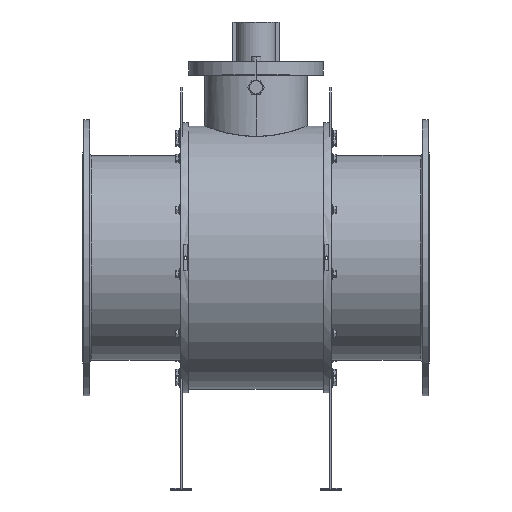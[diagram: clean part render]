
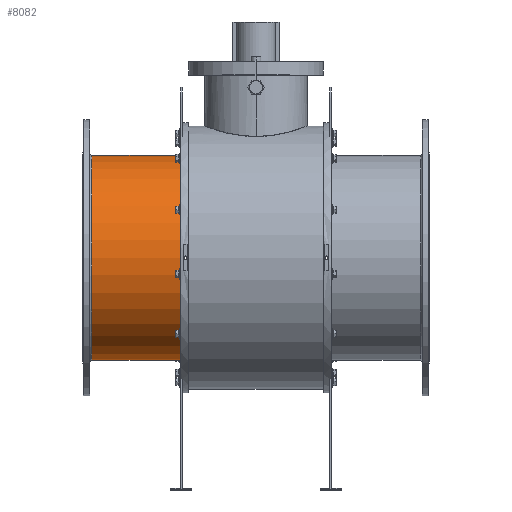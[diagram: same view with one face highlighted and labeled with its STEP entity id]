
A CAD part, top view. The second image highlights one B-rep face of the part: STEP entity #8082.
In plain terms, the highlighted cylindrical face has radius 315.5 mm (diameter 631 mm), a partial arc.
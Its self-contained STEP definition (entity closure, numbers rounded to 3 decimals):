
#120 = DIRECTION ( 'NONE',  ( -1., 0., 0. ) ) ;
#150 = CARTESIAN_POINT ( 'NONE',  ( -533.5, -315.5, 0. ) ) ;
#303 = CARTESIAN_POINT ( 'NONE',  ( -506.5, 315.5, 0. ) ) ;
#1132 = FACE_OUTER_BOUND ( 'NONE', #2433, .T. ) ;
#1176 = DIRECTION ( 'NONE',  ( 1., 0., 0. ) ) ;
#1576 = AXIS2_PLACEMENT_3D ( 'NONE', #12013, #12091, #7683 ) ;
#2175 = CARTESIAN_POINT ( 'NONE',  ( -232.5, -315.5, 0. ) ) ;
#2417 = VERTEX_POINT ( 'NONE', #2175 ) ;
#2433 = EDGE_LOOP ( 'NONE', ( #10232, #8344, #6733, #8835 ) ) ;
#2632 = EDGE_CURVE ( 'NONE', #12955, #5709, #13562, .T. ) ;
#3214 = VERTEX_POINT ( 'NONE', #12814 ) ;
#4280 = LINE ( 'NONE', #150, #7332 ) ;
#4338 = CIRCLE ( 'NONE', #10477, 315.5 ) ;
#4454 = DIRECTION ( 'NONE',  ( 0., 0., 1. ) ) ;
#4586 = EDGE_CURVE ( 'NONE', #5709, #3214, #8153, .T. ) ;
#5147 = VECTOR ( 'NONE', #10213, 1000. ) ;
#5534 = DIRECTION ( 'NONE',  ( 0., -1., 0. ) ) ;
#5709 = VERTEX_POINT ( 'NONE', #303 ) ;
#6427 = DIRECTION ( 'NONE',  ( -1., 0., 0. ) ) ;
#6733 = ORIENTED_EDGE ( 'NONE', *, *, #4586, .T. ) ;
#6764 = CYLINDRICAL_SURFACE ( 'NONE', #1576, 315.5 ) ;
#7332 = VECTOR ( 'NONE', #6427, 1000. ) ;
#7683 = DIRECTION ( 'NONE',  ( 0., -1., 0. ) ) ;
#8082 = ADVANCED_FACE ( 'NONE', ( #1132 ), #6764, .T. ) ;
#8153 = CIRCLE ( 'NONE', #11328, 315.5 ) ;
#8344 = ORIENTED_EDGE ( 'NONE', *, *, #2632, .T. ) ;
#8835 = ORIENTED_EDGE ( 'NONE', *, *, #13033, .F. ) ;
#9868 = CARTESIAN_POINT ( 'NONE',  ( -506.5, 0., 0. ) ) ;
#9869 = CARTESIAN_POINT ( 'NONE',  ( -232.5, 0., 0. ) ) ;
#10213 = DIRECTION ( 'NONE',  ( -1., 0., 0. ) ) ;
#10232 = ORIENTED_EDGE ( 'NONE', *, *, #11896, .T. ) ;
#10477 = AXIS2_PLACEMENT_3D ( 'NONE', #9869, #120, #4454 ) ;
#10756 = CARTESIAN_POINT ( 'NONE',  ( -232.5, 315.5, 0. ) ) ;
#11328 = AXIS2_PLACEMENT_3D ( 'NONE', #9868, #1176, #5534 ) ;
#11896 = EDGE_CURVE ( 'NONE', #2417, #12955, #4338, .T. ) ;
#12013 = CARTESIAN_POINT ( 'NONE',  ( -533.5, 0., 0. ) ) ;
#12091 = DIRECTION ( 'NONE',  ( -1., 0., 0. ) ) ;
#12414 = CARTESIAN_POINT ( 'NONE',  ( -533.5, 315.5, 0. ) ) ;
#12814 = CARTESIAN_POINT ( 'NONE',  ( -506.5, -315.5, 0. ) ) ;
#12955 = VERTEX_POINT ( 'NONE', #10756 ) ;
#13033 = EDGE_CURVE ( 'NONE', #2417, #3214, #4280, .T. ) ;
#13562 = LINE ( 'NONE', #12414, #5147 ) ;
